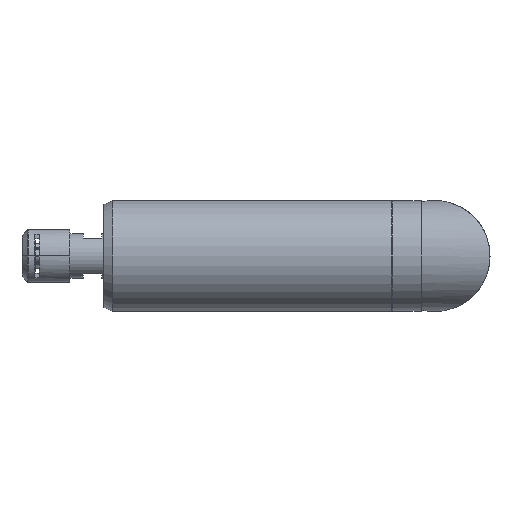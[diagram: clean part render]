
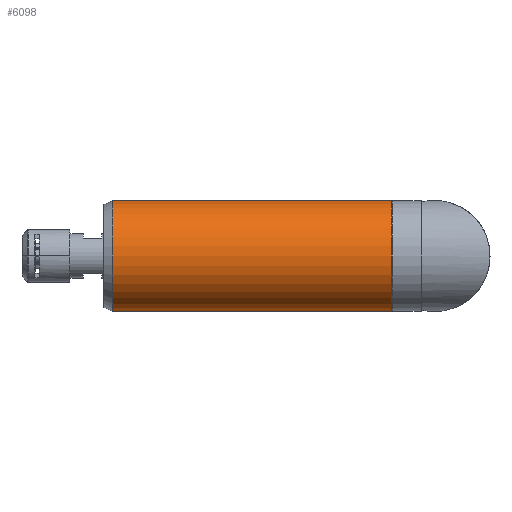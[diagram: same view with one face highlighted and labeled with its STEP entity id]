
A CAD part, left-side view. The second image highlights one B-rep face of the part: STEP entity #6098.
In plain terms, the highlighted cylindrical face has radius 12.5 mm (diameter 25 mm), a partial arc.
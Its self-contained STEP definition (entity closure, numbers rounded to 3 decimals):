
#2125 = DIRECTION ( 'NONE',  ( 0., 1., 0. ) ) ;
#2126 = VECTOR ( 'NONE', #2125, 1000. ) ;
#2127 = CARTESIAN_POINT ( 'NONE',  ( 0., 105.901, 12.5 ) ) ;
#2154 = CARTESIAN_POINT ( 'NONE',  ( 0., 75., 0. ) ) ;
#2155 = CIRCLE ( 'NONE', #2320, 12.5 ) ;
#2173 = CARTESIAN_POINT ( 'NONE',  ( 0., 105.901, -12.5 ) ) ;
#2174 = LINE ( 'NONE', #2127, #2126 ) ;
#2224 = CARTESIAN_POINT ( 'NONE',  ( 0., 12.1, -12.5 ) ) ;
#2246 = DIRECTION ( 'NONE',  ( 0., 0., 1. ) ) ;
#2247 = DIRECTION ( 'NONE',  ( 0., 1., 0. ) ) ;
#2248 = CARTESIAN_POINT ( 'NONE',  ( 0., 105.901, 0. ) ) ;
#2249 = AXIS2_PLACEMENT_3D ( 'NONE', #2248, #2247, #2246 ) ;
#2251 = FACE_OUTER_BOUND ( 'NONE', #6146, .T. ) ;
#2283 = CARTESIAN_POINT ( 'NONE',  ( 0., 12.1, 12.5 ) ) ;
#2303 = CYLINDRICAL_SURFACE ( 'NONE', #2249, 12.5 ) ;
#2317 = DIRECTION ( 'NONE',  ( 0., 0., 1. ) ) ;
#2318 = DIRECTION ( 'NONE',  ( 0., 1., 0. ) ) ;
#2319 = CARTESIAN_POINT ( 'NONE',  ( 0., 12.1, 0. ) ) ;
#2320 = AXIS2_PLACEMENT_3D ( 'NONE', #2319, #2318, #2317 ) ;
#2322 = DIRECTION ( 'NONE',  ( 0., 0., 1. ) ) ;
#2323 = DIRECTION ( 'NONE',  ( 0., 1., 0. ) ) ;
#2324 = AXIS2_PLACEMENT_3D ( 'NONE', #2154, #2323, #2322 ) ;
#2335 = CIRCLE ( 'NONE', #2324, 12.5 ) ;
#2340 = DIRECTION ( 'NONE',  ( 0., 1., 0. ) ) ;
#2341 = VECTOR ( 'NONE', #2340, 1000. ) ;
#2343 = LINE ( 'NONE', #2173, #2341 ) ;
#2360 = CARTESIAN_POINT ( 'NONE',  ( 0., 75., -12.5 ) ) ;
#2361 = CARTESIAN_POINT ( 'NONE',  ( 0., 75., 12.5 ) ) ;
#6064 = EDGE_CURVE ( 'NONE', #6119, #6186, #2343, .T. ) ;
#6069 = EDGE_CURVE ( 'NONE', #6123, #6185, #2174, .T. ) ;
#6098 = ADVANCED_FACE ( 'NONE', ( #2251 ), #2303, .T. ) ;
#6119 = VERTEX_POINT ( 'NONE', #2224 ) ;
#6123 = VERTEX_POINT ( 'NONE', #2283 ) ;
#6141 = EDGE_CURVE ( 'NONE', #6186, #6185, #2335, .T. ) ;
#6142 = EDGE_CURVE ( 'NONE', #6119, #6123, #2155, .T. ) ;
#6146 = EDGE_LOOP ( 'NONE', ( #6261, #6250, #6257, #6258 ) ) ;
#6185 = VERTEX_POINT ( 'NONE', #2361 ) ;
#6186 = VERTEX_POINT ( 'NONE', #2360 ) ;
#6250 = ORIENTED_EDGE ( 'NONE', *, *, #6142, .T. ) ;
#6257 = ORIENTED_EDGE ( 'NONE', *, *, #6069, .T. ) ;
#6258 = ORIENTED_EDGE ( 'NONE', *, *, #6141, .F. ) ;
#6261 = ORIENTED_EDGE ( 'NONE', *, *, #6064, .F. ) ;
